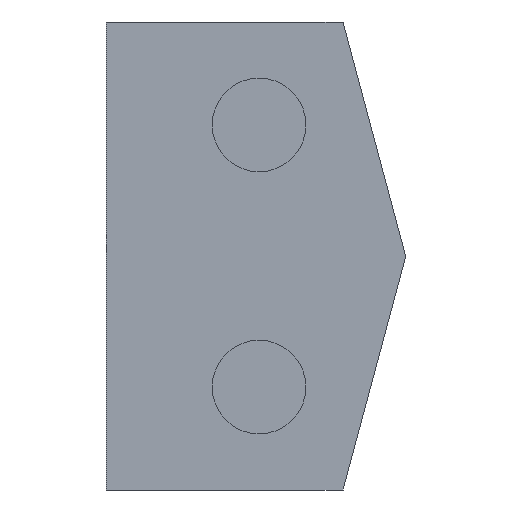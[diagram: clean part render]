
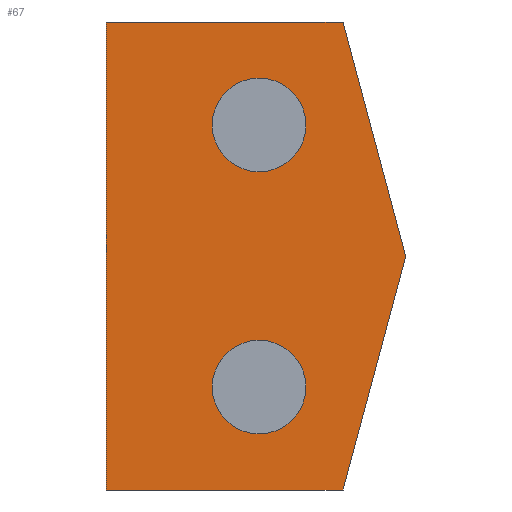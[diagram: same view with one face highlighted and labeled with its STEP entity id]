
A CAD part, left-side view. The second image highlights one B-rep face of the part: STEP entity #67.
In plain terms, the highlighted planar face has unit normal (-1, 0, 0).
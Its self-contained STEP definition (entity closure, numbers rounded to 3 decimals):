
#1 = ORIENTED_EDGE ( 'NONE', *, *, #37, .T. ) ;
#2 = ORIENTED_EDGE ( 'NONE', *, *, #39, .T. ) ;
#3 = ORIENTED_EDGE ( 'NONE', *, *, #38, .T. ) ;
#10 = CIRCLE ( 'NONE', #22, 2.5 ) ;
#11 = AXIS2_PLACEMENT_3D ( 'NONE', #323, #324, #325 ) ;
#15 = VECTOR ( 'NONE', #334, 1000. ) ;
#18 = CIRCLE ( 'NONE', #19, 2.5 ) ;
#19 = AXIS2_PLACEMENT_3D ( 'NONE', #377, #378, #379 ) ;
#21 = VECTOR ( 'NONE', #345, 1000. ) ;
#22 = AXIS2_PLACEMENT_3D ( 'NONE', #330, #331, #332 ) ;
#23 = CIRCLE ( 'NONE', #11, 2.5 ) ;
#31 = EDGE_CURVE ( 'NONE', #271, #260, #18, .T. ) ;
#34 = EDGE_CURVE ( 'NONE', #266, #261, #23, .T. ) ;
#36 = EDGE_CURVE ( 'NONE', #261, #266, #10, .T. ) ;
#37 = EDGE_CURVE ( 'NONE', #263, #269, #326, .T. ) ;
#38 = EDGE_CURVE ( 'NONE', #269, #272, #329, .T. ) ;
#39 = EDGE_CURVE ( 'NONE', #272, #273, #337, .T. ) ;
#40 = EDGE_CURVE ( 'NONE', #264, #273, #340, .T. ) ;
#41 = EDGE_CURVE ( 'NONE', #264, #263, #328, .T. ) ;
#42 = EDGE_CURVE ( 'NONE', #260, #271, #428, .T. ) ;
#67 = ADVANCED_FACE ( 'NONE', ( #109, #111, #112 ), #113, .F. ) ;
#105 = DIRECTION ( 'NONE',  ( 1., 0., 0. ) ) ;
#108 = CARTESIAN_POINT ( 'NONE',  ( 0., 16., 25. ) ) ;
#109 = FACE_BOUND ( 'NONE', #357, .T. ) ;
#110 = CARTESIAN_POINT ( 'NONE',  ( 0., 5.338, 5.5 ) ) ;
#111 = FACE_OUTER_BOUND ( 'NONE', #427, .T. ) ;
#112 = FACE_BOUND ( 'NONE', #426, .T. ) ;
#113 = PLANE ( 'NONE',  #243 ) ;
#114 = CARTESIAN_POINT ( 'NONE',  ( 0., 10.338, 5.5 ) ) ;
#115 = DIRECTION ( 'NONE',  ( 0., 1., 0. ) ) ;
#117 = CARTESIAN_POINT ( 'NONE',  ( 0., 16., 25. ) ) ;
#119 = CARTESIAN_POINT ( 'NONE',  ( 0., 10.338, 19.5 ) ) ;
#120 = CARTESIAN_POINT ( 'NONE',  ( 0., 16., 0. ) ) ;
#124 = CARTESIAN_POINT ( 'NONE',  ( 0., 3.349, 0. ) ) ;
#126 = CARTESIAN_POINT ( 'NONE',  ( 0., 5.338, 19.5 ) ) ;
#127 = CARTESIAN_POINT ( 'NONE',  ( 0., 0., 12.5 ) ) ;
#128 = CARTESIAN_POINT ( 'NONE',  ( 0., 3.349, 25. ) ) ;
#173 = VECTOR ( 'NONE', #339, 1000. ) ;
#174 = VECTOR ( 'NONE', #343, 1000. ) ;
#175 = VECTOR ( 'NONE', #336, 1000. ) ;
#212 = ORIENTED_EDGE ( 'NONE', *, *, #34, .F. ) ;
#213 = ORIENTED_EDGE ( 'NONE', *, *, #36, .F. ) ;
#243 = AXIS2_PLACEMENT_3D ( 'NONE', #108, #105, #115 ) ;
#260 = VERTEX_POINT ( 'NONE', #119 ) ;
#261 = VERTEX_POINT ( 'NONE', #114 ) ;
#263 = VERTEX_POINT ( 'NONE', #120 ) ;
#264 = VERTEX_POINT ( 'NONE', #117 ) ;
#266 = VERTEX_POINT ( 'NONE', #110 ) ;
#269 = VERTEX_POINT ( 'NONE', #124 ) ;
#271 = VERTEX_POINT ( 'NONE', #126 ) ;
#272 = VERTEX_POINT ( 'NONE', #127 ) ;
#273 = VERTEX_POINT ( 'NONE', #128 ) ;
#321 = ORIENTED_EDGE ( 'NONE', *, *, #41, .T. ) ;
#322 = CARTESIAN_POINT ( 'NONE',  ( 0., 16., 0. ) ) ;
#323 = CARTESIAN_POINT ( 'NONE',  ( 0., 7.838, 5.5 ) ) ;
#324 = DIRECTION ( 'NONE',  ( -1., 0., 0. ) ) ;
#325 = DIRECTION ( 'NONE',  ( 0., 1., 0. ) ) ;
#326 = LINE ( 'NONE', #322, #15 ) ;
#328 = LINE ( 'NONE', #344, #21 ) ;
#329 = LINE ( 'NONE', #335, #175 ) ;
#330 = CARTESIAN_POINT ( 'NONE',  ( 0., 7.838, 5.5 ) ) ;
#331 = DIRECTION ( 'NONE',  ( -1., 0., 0. ) ) ;
#332 = DIRECTION ( 'NONE',  ( 0., 1., 0. ) ) ;
#334 = DIRECTION ( 'NONE',  ( 0., -1., 0. ) ) ;
#335 = CARTESIAN_POINT ( 'NONE',  ( 0., 0., 12.5 ) ) ;
#336 = DIRECTION ( 'NONE',  ( 0., -0.259, 0.966 ) ) ;
#337 = LINE ( 'NONE', #338, #173 ) ;
#338 = CARTESIAN_POINT ( 'NONE',  ( 0., 3.349, 25. ) ) ;
#339 = DIRECTION ( 'NONE',  ( 0., 0.259, 0.966 ) ) ;
#340 = LINE ( 'NONE', #342, #174 ) ;
#342 = CARTESIAN_POINT ( 'NONE',  ( 0., 16., 25. ) ) ;
#343 = DIRECTION ( 'NONE',  ( 0., -1., 0. ) ) ;
#344 = CARTESIAN_POINT ( 'NONE',  ( 0., 16., 25. ) ) ;
#345 = DIRECTION ( 'NONE',  ( 0., 0., -1. ) ) ;
#348 = CARTESIAN_POINT ( 'NONE',  ( 0., 7.838, 19.5 ) ) ;
#349 = DIRECTION ( 'NONE',  ( -1., 0., 0. ) ) ;
#350 = DIRECTION ( 'NONE',  ( 0., 1., 0. ) ) ;
#357 = EDGE_LOOP ( 'NONE', ( #213, #212 ) ) ;
#377 = CARTESIAN_POINT ( 'NONE',  ( 0., 7.838, 19.5 ) ) ;
#378 = DIRECTION ( 'NONE',  ( -1., 0., 0. ) ) ;
#379 = DIRECTION ( 'NONE',  ( 0., 1., 0. ) ) ;
#386 = ORIENTED_EDGE ( 'NONE', *, *, #42, .F. ) ;
#387 = ORIENTED_EDGE ( 'NONE', *, *, #31, .F. ) ;
#426 = EDGE_LOOP ( 'NONE', ( #386, #387 ) ) ;
#427 = EDGE_LOOP ( 'NONE', ( #1, #3, #2, #429, #321 ) ) ;
#428 = CIRCLE ( 'NONE', #430, 2.5 ) ;
#429 = ORIENTED_EDGE ( 'NONE', *, *, #40, .F. ) ;
#430 = AXIS2_PLACEMENT_3D ( 'NONE', #348, #349, #350 ) ;
